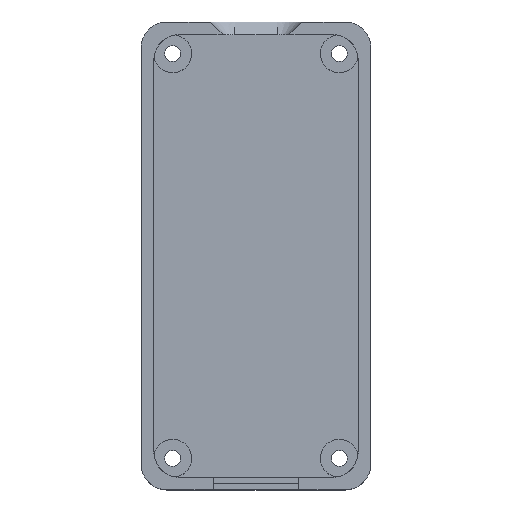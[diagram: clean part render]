
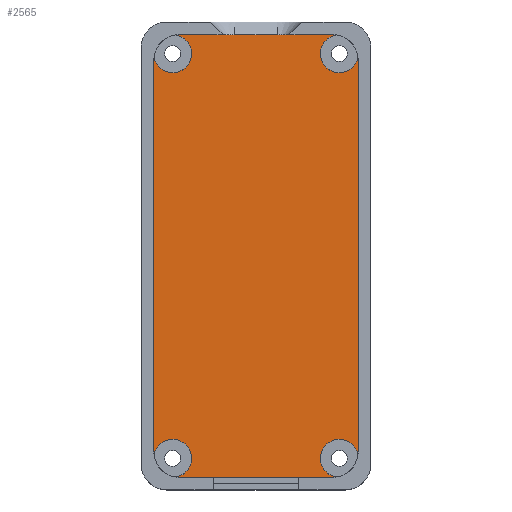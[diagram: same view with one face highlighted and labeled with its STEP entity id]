
A CAD part, top view. The second image highlights one B-rep face of the part: STEP entity #2565.
In plain terms, the highlighted planar face has unit normal (0, 0, 1).
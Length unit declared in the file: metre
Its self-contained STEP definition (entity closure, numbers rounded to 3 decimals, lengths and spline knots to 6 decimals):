
#43=CIRCLE('',#2746,0.004);
#45=CIRCLE('',#2748,0.004);
#47=CIRCLE('',#2751,0.004);
#48=CIRCLE('',#2752,0.004);
#50=CIRCLE('',#2755,0.004);
#51=CIRCLE('',#2756,0.004);
#53=CIRCLE('',#2759,0.004);
#55=CIRCLE('',#2761,0.004);
#56=CIRCLE('',#2763,0.003);
#57=CIRCLE('',#2764,0.003);
#58=CIRCLE('',#2765,0.003);
#59=CIRCLE('',#2766,0.003);
#314=ORIENTED_EDGE('',*,*,#1039,.F.);
#315=ORIENTED_EDGE('',*,*,#1015,.T.);
#316=ORIENTED_EDGE('',*,*,#1040,.F.);
#317=ORIENTED_EDGE('',*,*,#1019,.T.);
#318=ORIENTED_EDGE('',*,*,#1041,.F.);
#319=ORIENTED_EDGE('',*,*,#1022,.T.);
#320=ORIENTED_EDGE('',*,*,#1042,.F.);
#321=ORIENTED_EDGE('',*,*,#1026,.T.);
#322=ORIENTED_EDGE('',*,*,#1043,.F.);
#323=ORIENTED_EDGE('',*,*,#1029,.T.);
#324=ORIENTED_EDGE('',*,*,#1044,.T.);
#325=ORIENTED_EDGE('',*,*,#1033,.T.);
#326=ORIENTED_EDGE('',*,*,#1045,.F.);
#327=ORIENTED_EDGE('',*,*,#1037,.T.);
#328=ORIENTED_EDGE('',*,*,#1046,.T.);
#329=ORIENTED_EDGE('',*,*,#1011,.T.);
#1011=EDGE_CURVE('',#1363,#1362,#43,.T.);
#1015=EDGE_CURVE('',#1367,#1366,#45,.T.);
#1019=EDGE_CURVE('',#1371,#1370,#47,.T.);
#1022=EDGE_CURVE('',#1373,#1372,#48,.T.);
#1026=EDGE_CURVE('',#1377,#1376,#50,.T.);
#1029=EDGE_CURVE('',#1379,#1378,#51,.T.);
#1033=EDGE_CURVE('',#1383,#1382,#53,.T.);
#1037=EDGE_CURVE('',#1387,#1386,#55,.T.);
#1039=EDGE_CURVE('',#1367,#1362,#56,.T.);
#1040=EDGE_CURVE('',#1371,#1366,#1613,.T.);
#1041=EDGE_CURVE('',#1373,#1370,#57,.T.);
#1042=EDGE_CURVE('',#1377,#1372,#1614,.T.);
#1043=EDGE_CURVE('',#1379,#1376,#58,.T.);
#1044=EDGE_CURVE('',#1378,#1383,#1615,.T.);
#1045=EDGE_CURVE('',#1387,#1382,#59,.T.);
#1046=EDGE_CURVE('',#1386,#1363,#1616,.T.);
#1362=VERTEX_POINT('',#3963);
#1363=VERTEX_POINT('',#3965);
#1366=VERTEX_POINT('',#3971);
#1367=VERTEX_POINT('',#3973);
#1370=VERTEX_POINT('',#3980);
#1371=VERTEX_POINT('',#3982);
#1372=VERTEX_POINT('',#3985);
#1373=VERTEX_POINT('',#3987);
#1376=VERTEX_POINT('',#3994);
#1377=VERTEX_POINT('',#3996);
#1378=VERTEX_POINT('',#3999);
#1379=VERTEX_POINT('',#4001);
#1382=VERTEX_POINT('',#4008);
#1383=VERTEX_POINT('',#4010);
#1386=VERTEX_POINT('',#4016);
#1387=VERTEX_POINT('',#4018);
#1613=LINE('',#4022,#1929);
#1614=LINE('',#4024,#1930);
#1615=LINE('',#4026,#1931);
#1616=LINE('',#4028,#1932);
#1929=VECTOR('',#3202,1.);
#1930=VECTOR('',#3205,1.);
#1931=VECTOR('',#3208,1.);
#1932=VECTOR('',#3211,1.);
#2129=EDGE_LOOP('',(#314,#315,#316,#317,#318,#319,#320,#321,#322,#323,#324,
#325,#326,#327,#328,#329));
#2287=FACE_BOUND('',#2129,.T.);
#2433=PLANE('',#2762);
#2565=ADVANCED_FACE('',(#2287),#2433,.T.);
#2746=AXIS2_PLACEMENT_3D('',#3964,#3151,#3152);
#2748=AXIS2_PLACEMENT_3D('',#3972,#3157,#3158);
#2751=AXIS2_PLACEMENT_3D('',#3981,#3165,#3166);
#2752=AXIS2_PLACEMENT_3D('',#3986,#3169,#3170);
#2755=AXIS2_PLACEMENT_3D('',#3995,#3177,#3178);
#2756=AXIS2_PLACEMENT_3D('',#4000,#3181,#3182);
#2759=AXIS2_PLACEMENT_3D('',#4009,#3189,#3190);
#2761=AXIS2_PLACEMENT_3D('',#4017,#3195,#3196);
#2762=AXIS2_PLACEMENT_3D('',#4020,#3198,#3199);
#2763=AXIS2_PLACEMENT_3D('',#4021,#3200,#3201);
#2764=AXIS2_PLACEMENT_3D('',#4023,#3203,#3204);
#2765=AXIS2_PLACEMENT_3D('',#4025,#3206,#3207);
#2766=AXIS2_PLACEMENT_3D('',#4027,#3209,#3210);
#3151=DIRECTION('',(0.,0.,1.));
#3152=DIRECTION('',(1.,0.,0.));
#3157=DIRECTION('',(0.,0.,1.));
#3158=DIRECTION('',(1.,0.,0.));
#3165=DIRECTION('',(0.,0.,1.));
#3166=DIRECTION('',(1.,0.,0.));
#3169=DIRECTION('',(0.,0.,1.));
#3170=DIRECTION('',(1.,0.,0.));
#3177=DIRECTION('',(0.,0.,1.));
#3178=DIRECTION('',(1.,0.,0.));
#3181=DIRECTION('',(0.,0.,1.));
#3182=DIRECTION('',(1.,0.,0.));
#3189=DIRECTION('',(0.,0.,1.));
#3190=DIRECTION('',(1.,0.,0.));
#3195=DIRECTION('',(0.,0.,1.));
#3196=DIRECTION('',(1.,0.,0.));
#3198=DIRECTION('',(0.,0.,1.));
#3199=DIRECTION('',(1.,0.,0.));
#3200=DIRECTION('',(0.,0.,1.));
#3201=DIRECTION('',(1.,0.,0.));
#3202=DIRECTION('',(-1.,0.,0.));
#3203=DIRECTION('',(0.,0.,1.));
#3204=DIRECTION('',(1.,0.,0.));
#3205=DIRECTION('',(0.,-1.,0.));
#3206=DIRECTION('',(0.,0.,1.));
#3207=DIRECTION('',(1.,0.,0.));
#3208=DIRECTION('',(-1.,0.,0.));
#3209=DIRECTION('',(0.,0.,1.));
#3210=DIRECTION('',(1.,0.,0.));
#3211=DIRECTION('',(0.,-1.,0.));
#3963=CARTESIAN_POINT('',(-0.016124,-0.031452,0.002));
#3964=CARTESIAN_POINT('',(-0.01215,-0.031,0.002));
#3965=CARTESIAN_POINT('',(-0.01615,-0.031,0.002));
#3971=CARTESIAN_POINT('',(-0.01215,-0.035,0.002));
#3972=CARTESIAN_POINT('',(-0.01215,-0.031,0.002));
#3973=CARTESIAN_POINT('',(-0.012699,-0.034962,0.002));
#3980=CARTESIAN_POINT('',(0.012699,-0.034962,0.002));
#3981=CARTESIAN_POINT('',(0.01215,-0.031,0.002));
#3982=CARTESIAN_POINT('',(0.01215,-0.035,0.002));
#3985=CARTESIAN_POINT('',(0.01615,-0.031,0.002));
#3986=CARTESIAN_POINT('',(0.01215,-0.031,0.002));
#3987=CARTESIAN_POINT('',(0.016124,-0.031452,0.002));
#3994=CARTESIAN_POINT('',(0.016124,0.031452,0.002));
#3995=CARTESIAN_POINT('',(0.01215,0.031,0.002));
#3996=CARTESIAN_POINT('',(0.01615,0.031,0.002));
#3999=CARTESIAN_POINT('',(0.01215,0.035,0.002));
#4000=CARTESIAN_POINT('',(0.01215,0.031,0.002));
#4001=CARTESIAN_POINT('',(0.012699,0.034962,0.002));
#4008=CARTESIAN_POINT('',(-0.012699,0.034962,0.002));
#4009=CARTESIAN_POINT('',(-0.01215,0.031,0.002));
#4010=CARTESIAN_POINT('',(-0.01215,0.035,0.002));
#4016=CARTESIAN_POINT('',(-0.01615,0.031,0.002));
#4017=CARTESIAN_POINT('',(-0.01215,0.031,0.002));
#4018=CARTESIAN_POINT('',(-0.016124,0.031452,0.002));
#4020=CARTESIAN_POINT('',(0.,0.,0.002));
#4021=CARTESIAN_POINT('',(-0.013175,-0.032,0.002));
#4022=CARTESIAN_POINT('',(0.,-0.035,0.002));
#4023=CARTESIAN_POINT('',(0.013175,-0.032,0.002));
#4024=CARTESIAN_POINT('',(0.01615,0.,0.002));
#4025=CARTESIAN_POINT('',(0.013175,0.032,0.002));
#4026=CARTESIAN_POINT('',(0.,0.035,0.002));
#4027=CARTESIAN_POINT('',(-0.013175,0.032,0.002));
#4028=CARTESIAN_POINT('',(-0.01615,0.,0.002));
